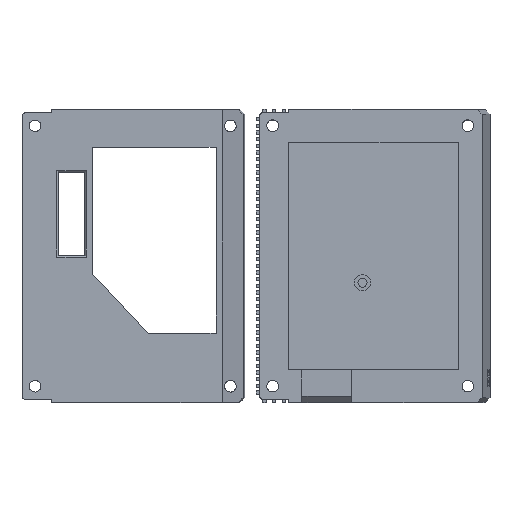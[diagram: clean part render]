
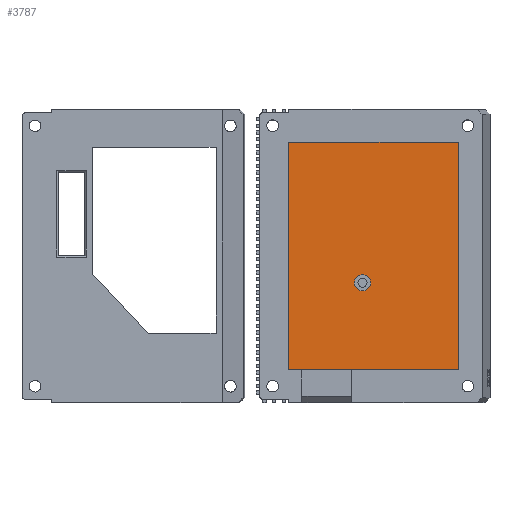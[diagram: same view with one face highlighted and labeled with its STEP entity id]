
A CAD part, top view. The second image highlights one B-rep face of the part: STEP entity #3787.
In plain terms, the highlighted planar face has unit normal (0, 0, 1).
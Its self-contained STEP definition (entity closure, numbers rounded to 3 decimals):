
#3653=CARTESIAN_POINT('',(52.,0.,3.));
#3654=VERTEX_POINT('',#3653);
#3661=CARTESIAN_POINT('',(0.,0.,3.));
#3662=VERTEX_POINT('',#3661);
#3663=CARTESIAN_POINT('',(0.,0.,3.));
#3664=DIRECTION('',(1.,0.,-0.));
#3665=VECTOR('',#3664,52.);
#3666=LINE('',#3663,#3665);
#3667=EDGE_CURVE('',#3662,#3654,#3666,.T.);
#3692=CARTESIAN_POINT('',(52.,70.,3.));
#3693=VERTEX_POINT('',#3692);
#3700=CARTESIAN_POINT('',(52.,0.,3.));
#3701=DIRECTION('',(0.,1.,0.));
#3702=VECTOR('',#3701,70.);
#3703=LINE('',#3700,#3702);
#3704=EDGE_CURVE('',#3654,#3693,#3703,.T.);
#3722=CARTESIAN_POINT('',(0.,70.,3.));
#3723=VERTEX_POINT('',#3722);
#3730=CARTESIAN_POINT('',(52.,70.,3.));
#3731=DIRECTION('',(-1.,0.,0.));
#3732=VECTOR('',#3731,52.);
#3733=LINE('',#3730,#3732);
#3734=EDGE_CURVE('',#3693,#3723,#3733,.T.);
#3746=CARTESIAN_POINT('',(0.,70.,3.));
#3747=DIRECTION('',(0.,-1.,0.));
#3748=VECTOR('',#3747,70.);
#3749=LINE('',#3746,#3748);
#3750=EDGE_CURVE('',#3723,#3662,#3749,.T.);
#3756=CARTESIAN_POINT('',(0.,0.,3.));
#3757=DIRECTION('',(0.,0.,1.));
#3758=DIRECTION('',(1.,0.,0.));
#3759=AXIS2_PLACEMENT_3D('',#3756,#3757,#3758);
#3760=PLANE('',#3759);
#3761=CARTESIAN_POINT('',(20.12,26.805,3.));
#3762=VERTEX_POINT('',#3761);
#3763=CARTESIAN_POINT('',(25.12,26.805,3.));
#3764=VERTEX_POINT('',#3763);
#3765=CARTESIAN_POINT('',(22.62,26.805,3.));
#3766=DIRECTION('',(0.,0.,1.));
#3767=DIRECTION('',(1.,0.,-0.));
#3768=AXIS2_PLACEMENT_3D('',#3765,#3766,#3767);
#3769=CIRCLE('',#3768,2.5);
#3770=EDGE_CURVE('',#3762,#3764,#3769,.T.);
#3771=ORIENTED_EDGE('',*,*,#3770,.F.);
#3772=CARTESIAN_POINT('',(22.62,26.805,3.));
#3773=DIRECTION('',(0.,0.,1.));
#3774=DIRECTION('',(1.,0.,-0.));
#3775=AXIS2_PLACEMENT_3D('',#3772,#3773,#3774);
#3776=CIRCLE('',#3775,2.5);
#3777=EDGE_CURVE('',#3764,#3762,#3776,.T.);
#3778=ORIENTED_EDGE('',*,*,#3777,.F.);
#3779=EDGE_LOOP('',(#3771,#3778));
#3780=FACE_BOUND('',#3779,.T.);
#3781=ORIENTED_EDGE('',*,*,#3667,.T.);
#3782=ORIENTED_EDGE('',*,*,#3704,.T.);
#3783=ORIENTED_EDGE('',*,*,#3734,.T.);
#3784=ORIENTED_EDGE('',*,*,#3750,.T.);
#3785=EDGE_LOOP('',(#3781,#3782,#3783,#3784));
#3786=FACE_BOUND('',#3785,.T.);
#3787=ADVANCED_FACE('',(#3780,#3786),#3760,.T.);
